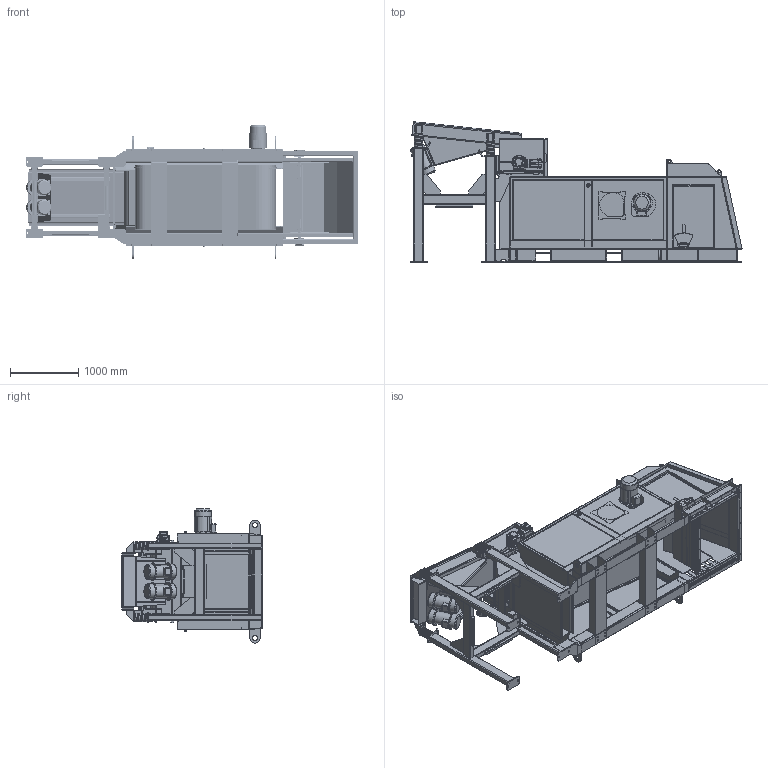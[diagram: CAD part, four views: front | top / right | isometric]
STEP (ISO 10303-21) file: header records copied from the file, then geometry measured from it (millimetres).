
FILE_DESCRIPTION(/* description */ ('REC MASTER'),/* implementation_level */ '2;1');
FILE_NAME(/* name */ 'E0136862.stp',/* time_stamp */ '2020-10-28T13:33:22+01:00',/* author */ ('tt'),/* organization */ (''),/* preprocessor_version */ 'ST-DEVELOPER v18.1',/* originating_system */ 'Autodesk Inventor 2021',/* authorisation */ '');
FILE_SCHEMA (('AUTOMOTIVE_DESIGN { 1 0 10303 214 3 1 1 }'));
Products named in the file (19): E0126747; E0126746; E0123398; E0126661; E0126673; E0122670; E0126734; E0134792; E0126719; MH05503701; E0126711; E0127577; E0127575; E0127578; E0127579; E0127576; E0126698; MX00000082; E0126647
Assembly tree (18 placements, depth 2):
  E0126747
    E0126746
    E0123398
    E0126661
    E0126673
    E0122670
    E0126734
    E0134792
    E0126719
    MH05503701
    E0126711
    E0127577
    E0127575
    E0127578
    E0127579
    E0127576
    E0126698
    MX00000082
    E0126647
Bounding box: 4866.55 x 2058.79 x 1967.1 mm (x, y, z)
Volume: 354047517.9 mm3; surface area: 86246391.7 mm2
Topology: 37 solids, 49 shells, 5304 faces, 14571 edges, 9317 vertices
Faces by surface type: plane 2896, cylinder 2069, bspline 182, torus 65, cone 64, sphere 28
Full cylindrical faces by diameter (mm): 6.6 x4, 6.647 x12, 8 x18, 8.5 x8, 9 x6, 10 x9, 10.5 x1, 11 x5, 12 x18, 14 x6, 15 x4, 20 x1, 26.8 x2, 28 x1, 28.5 x2, 30 x3, 32 x2, 35 x4, 38 x1, 40 x5, 50 x1, 52 x1, 55 x2, 65 x1, 75 x4, 115 x1, 119.7 x40, 120 x2, 120.1 x40, 130 x3
Entity records: 192214 total; most frequent: CARTESIAN_POINT 49980, ORIENTED_EDGE 28924, DIRECTION 28336, EDGE_CURVE 14462, LINE 9540, VECTOR 9540, AXIS2_PLACEMENT_3D 9398, VERTEX_POINT 9098
